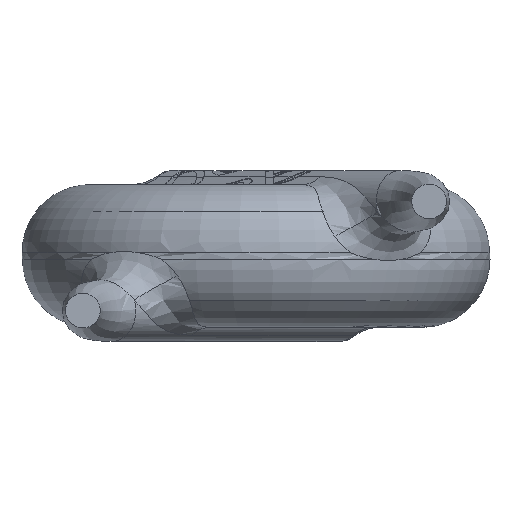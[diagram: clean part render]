
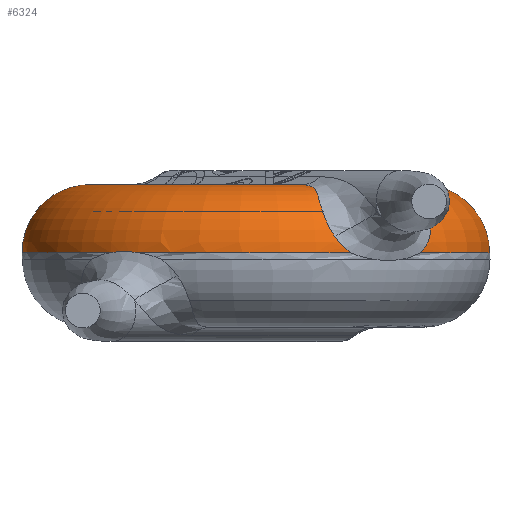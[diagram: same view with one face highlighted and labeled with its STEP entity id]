
A CAD part, front view. The second image highlights one B-rep face of the part: STEP entity #6324.
In plain terms, the highlighted toroidal (fillet/blend) face has major radius 2.45 mm and minor radius 1 mm.
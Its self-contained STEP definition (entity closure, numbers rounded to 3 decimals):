
#51=TOROIDAL_SURFACE('',#6539,2.45,1.);
#123=CIRCLE('',#6496,2.45);
#133=CIRCLE('',#6529,3.45);
#137=CIRCLE('',#6540,3.45);
#2078=ORIENTED_EDGE('',*,*,#2807,.T.);
#2079=ORIENTED_EDGE('',*,*,#2837,.T.);
#2080=ORIENTED_EDGE('',*,*,#2830,.T.);
#2081=ORIENTED_EDGE('',*,*,#2833,.T.);
#2082=ORIENTED_EDGE('',*,*,#2760,.T.);
#2083=ORIENTED_EDGE('',*,*,#2825,.T.);
#2084=ORIENTED_EDGE('',*,*,#2826,.T.);
#2085=ORIENTED_EDGE('',*,*,#2820,.T.);
#2760=EDGE_CURVE('',#3270,#2926,#123,.T.);
#2807=EDGE_CURVE('',#3301,#3306,#3672,.T.);
#2820=EDGE_CURVE('',#3313,#3301,#133,.T.);
#2825=EDGE_CURVE('',#2926,#3315,#3682,.T.);
#2826=EDGE_CURVE('',#3315,#3313,#3683,.T.);
#2830=EDGE_CURVE('',#3318,#3317,#3687,.T.);
#2833=EDGE_CURVE('',#3317,#3270,#3690,.T.);
#2837=EDGE_CURVE('',#3306,#3318,#137,.T.);
#2926=VERTEX_POINT('',#7993);
#3270=VERTEX_POINT('',#11610);
#3301=VERTEX_POINT('',#12099);
#3306=VERTEX_POINT('',#12130);
#3313=VERTEX_POINT('',#12271);
#3315=VERTEX_POINT('',#12319);
#3317=VERTEX_POINT('',#12418);
#3318=VERTEX_POINT('',#12423);
#3672=B_SPLINE_CURVE_WITH_KNOTS('',3,(#12131,#12132,#12133,#12134),
 .UNSPECIFIED.,.F.,.F.,(4,4),(0.,0.),
 .UNSPECIFIED.);
#3682=B_SPLINE_CURVE_WITH_KNOTS('',3,(#12320,#12321,#12322,#12323,#12324,
#12325,#12326,#12327,#12328,#12329,#12330,#12331,#12332,#12333),
 .UNSPECIFIED.,.F.,.F.,(4,1,1,1,1,1,1,1,1,1,1,4),(0.,0.125,0.188,0.25,
0.313,0.375,0.438,0.5,0.563,0.625,0.75,1.),.UNSPECIFIED.);
#3683=B_SPLINE_CURVE_WITH_KNOTS('',3,(#12399,#12400,#12401,#12402),
 .UNSPECIFIED.,.F.,.F.,(4,4),(0.,1.),.UNSPECIFIED.);
#3687=B_SPLINE_CURVE_WITH_KNOTS('',3,(#12419,#12420,#12421,#12422),
 .UNSPECIFIED.,.F.,.F.,(4,4),(0.,1.),.UNSPECIFIED.);
#3690=B_SPLINE_CURVE_WITH_KNOTS('',3,(#12468,#12469,#12470,#12471,#12472,
#12473,#12474),.UNSPECIFIED.,.F.,.F.,(4,1,1,1,4),(0.,0.25,0.5,0.75,1.),
 .UNSPECIFIED.);
#3956=EDGE_LOOP('',(#2078,#2079,#2080,#2081,#2082,#2083,#2084,#2085));
#4244=FACE_BOUND('',#3956,.T.);
#6324=ADVANCED_FACE('',(#4244),#51,.T.);
#6496=AXIS2_PLACEMENT_3D('',#11639,#7069,#7070);
#6529=AXIS2_PLACEMENT_3D('',#12270,#7148,#7149);
#6539=AXIS2_PLACEMENT_3D('',#12777,#7169,#7170);
#6540=AXIS2_PLACEMENT_3D('',#12778,#7171,#7172);
#7069=DIRECTION('',(0.,0.,-1.));
#7070=DIRECTION('',(1.,0.,0.));
#7148=DIRECTION('',(0.,0.,1.));
#7149=DIRECTION('',(1.,0.,0.));
#7169=DIRECTION('',(0.,0.,1.));
#7170=DIRECTION('',(-0.563,0.827,0.));
#7171=DIRECTION('',(0.,0.,1.));
#7172=DIRECTION('',(1.,0.,0.));
#7993=CARTESIAN_POINT('',(1.764,-1.7,1.05));
#11610=CARTESIAN_POINT('',(0.669,-2.357,1.05));
#11639=CARTESIAN_POINT('',(0.,0.,1.05));
#12099=CARTESIAN_POINT('',(-2.14,-2.706,0.05));
#12130=CARTESIAN_POINT('',(-1.736,-2.982,0.05));
#12131=CARTESIAN_POINT('',(-2.14,-2.706,0.05));
#12132=CARTESIAN_POINT('',(-2.012,-2.808,0.073));
#12133=CARTESIAN_POINT('',(-1.877,-2.899,0.073));
#12134=CARTESIAN_POINT('',(-1.736,-2.982,0.05));
#12270=CARTESIAN_POINT('',(0.,0.,0.05));
#12271=CARTESIAN_POINT('',(2.428,-2.451,0.05));
#12319=CARTESIAN_POINT('',(2.541,-2.138,0.541));
#12320=CARTESIAN_POINT('',(1.764,-1.7,1.05));
#12321=CARTESIAN_POINT('',(1.784,-1.728,1.05));
#12322=CARTESIAN_POINT('',(1.827,-1.773,1.047));
#12323=CARTESIAN_POINT('',(1.893,-1.825,1.035));
#12324=CARTESIAN_POINT('',(1.984,-1.88,1.01));
#12325=CARTESIAN_POINT('',(1.971,-1.871,1.013));
#12326=CARTESIAN_POINT('',(2.025,-1.897,0.996));
#12327=CARTESIAN_POINT('',(2.092,-1.927,0.972));
#12328=CARTESIAN_POINT('',(2.214,-1.974,0.909));
#12329=CARTESIAN_POINT('',(2.265,-1.991,0.875));
#12330=CARTESIAN_POINT('',(2.347,-2.023,0.815));
#12331=CARTESIAN_POINT('',(2.458,-2.07,0.706));
#12332=CARTESIAN_POINT('',(2.518,-2.11,0.605));
#12333=CARTESIAN_POINT('',(2.541,-2.138,0.541));
#12399=CARTESIAN_POINT('',(2.541,-2.138,0.541));
#12400=CARTESIAN_POINT('',(2.604,-2.216,0.367));
#12401=CARTESIAN_POINT('',(2.559,-2.322,0.18));
#12402=CARTESIAN_POINT('',(2.428,-2.451,0.05));
#12418=CARTESIAN_POINT('',(1.16,-3.218,0.291));
#12419=CARTESIAN_POINT('',(1.391,-3.157,0.05));
#12420=CARTESIAN_POINT('',(1.302,-3.196,0.117));
#12421=CARTESIAN_POINT('',(1.225,-3.219,0.199));
#12422=CARTESIAN_POINT('',(1.16,-3.218,0.291));
#12423=CARTESIAN_POINT('',(1.391,-3.157,0.05));
#12468=CARTESIAN_POINT('',(1.16,-3.218,0.291));
#12469=CARTESIAN_POINT('',(1.102,-3.217,0.373));
#12470=CARTESIAN_POINT('',(1.01,-3.183,0.554));
#12471=CARTESIAN_POINT('',(0.916,-2.931,0.863));
#12472=CARTESIAN_POINT('',(0.885,-2.644,1.011));
#12473=CARTESIAN_POINT('',(0.755,-2.427,1.05));
#12474=CARTESIAN_POINT('',(0.669,-2.357,1.05));
#12777=CARTESIAN_POINT('',(0.,0.,0.05));
#12778=CARTESIAN_POINT('',(0.,0.,0.05));
